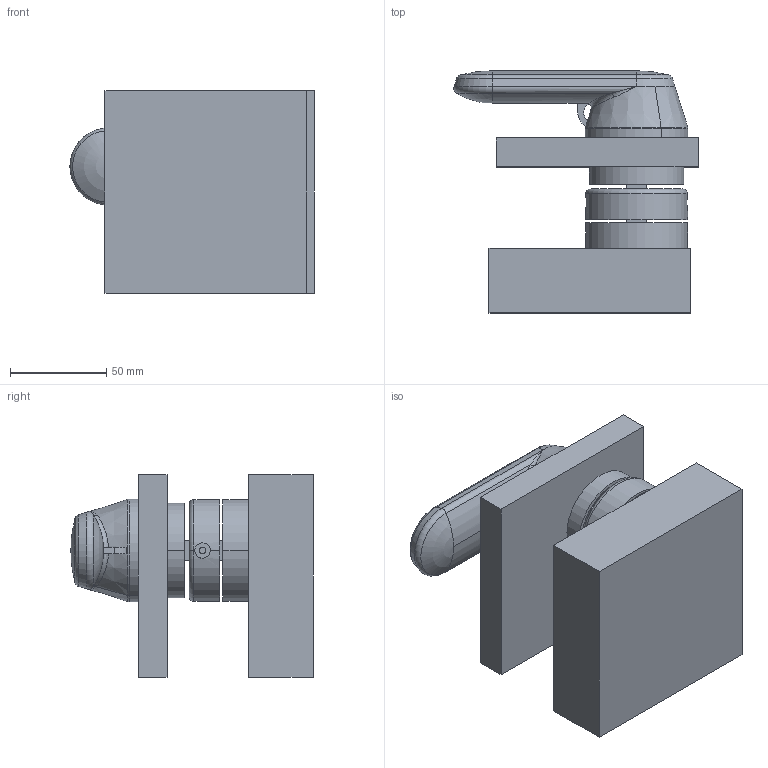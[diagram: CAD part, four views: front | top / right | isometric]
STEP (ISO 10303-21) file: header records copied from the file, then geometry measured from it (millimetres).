
FILE_DESCRIPTION(('CATIA V5 STEP Exchange'),'2;1');
FILE_NAME('1SDH001294R0153_1PA_001_00_A3_3p_RHE_min.stp','2014-12-04T15:44:12+00:00',('none'),('none'),'CATIA Version 5 Release 20 SP 1 (IN-10)','CATIA V5 STEP AP214','none');
FILE_SCHEMA(('AUTOMOTIVE_DESIGN { 1 0 10303 214 1 1 1 1 }'));
Length unit declared in the file: millimetre
Products named in the file (1): 1SDH001294R0153_1PA_001_00_A3_3p_RHE_min
Bounding box: 127.01 x 126 x 105.5 mm (x, y, z)
Volume: 705688.3 mm3; surface area: 90805.9 mm2
Topology: 2 solids, 2 shells, 89 faces, 215 edges, 131 vertices
Faces by surface type: plane 37, cylinder 29, cone 8, torus 7, bspline 5, sphere 3
Entity records: 3392 total; most frequent: CARTESIAN_POINT 872, ORIENTED_EDGE 420, DIRECTION 303, EDGE_CURVE 210, AXIS2_PLACEMENT_3D 135, VERTEX_POINT 131, VECTOR 106, LINE 106
